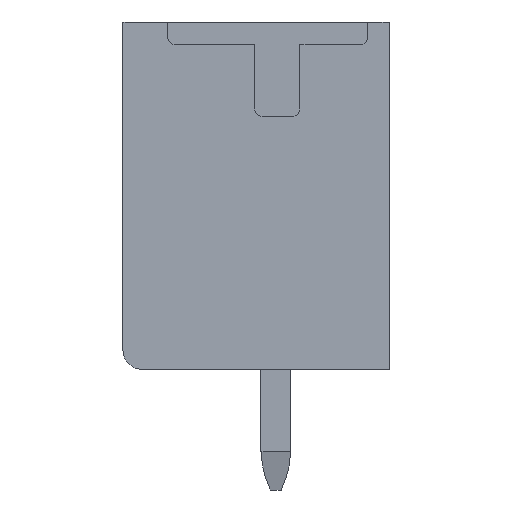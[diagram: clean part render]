
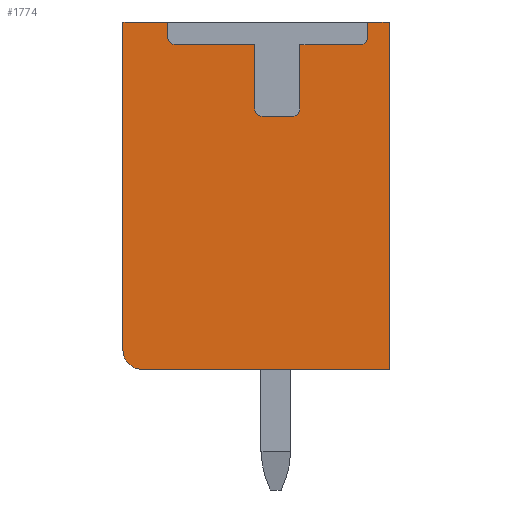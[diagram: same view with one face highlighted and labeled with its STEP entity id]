
A CAD part, left-side view. The second image highlights one B-rep face of the part: STEP entity #1774.
In plain terms, the highlighted planar face has unit normal (-1, 0, 0).
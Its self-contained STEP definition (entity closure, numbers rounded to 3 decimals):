
#1659=AXIS2_PLACEMENT_3D('Plane Axis2P3D',#1656,#1657,#1658) ;
#1670=AXIS2_PLACEMENT_3D('Circle Axis2P3D',#1668,#1669,$) ;
#1689=AXIS2_PLACEMENT_3D('Circle Axis2P3D',#1687,#1688,$) ;
#1710=AXIS2_PLACEMENT_3D('Circle Axis2P3D',#1708,#1709,$) ;
#1724=AXIS2_PLACEMENT_3D('Circle Axis2P3D',#1722,#1723,$) ;
#1745=AXIS2_PLACEMENT_3D('Circle Axis2P3D',#1743,#1744,$) ;
#824=CARTESIAN_POINT('Vertex',(0.3,0.56,12.4)) ;
#829=CARTESIAN_POINT('Line Origine',(0.3,0.28,12.4)) ;
#833=CARTESIAN_POINT('Vertex',(0.3,0.,12.4)) ;
#882=CARTESIAN_POINT('Vertex',(0.3,7.05,12.4)) ;
#885=CARTESIAN_POINT('Line Origine',(0.3,6.455,12.4)) ;
#889=CARTESIAN_POINT('Vertex',(0.3,5.86,12.4)) ;
#1633=CARTESIAN_POINT('Vertex',(0.3,0.56,12.)) ;
#1638=CARTESIAN_POINT('Line Origine',(0.3,0.56,12.2)) ;
#1656=CARTESIAN_POINT('Axis2P3D Location',(0.3,0.,0.)) ;
#1661=CARTESIAN_POINT('Line Origine',(0.3,7.05,8.05)) ;
#1665=CARTESIAN_POINT('Vertex',(0.3,7.05,3.7)) ;
#1668=CARTESIAN_POINT('Axis2P3D Location',(0.3,6.55,3.7)) ;
#1672=CARTESIAN_POINT('Vertex',(0.3,6.55,3.2)) ;
#1675=CARTESIAN_POINT('Line Origine',(0.3,3.275,3.2)) ;
#1679=CARTESIAN_POINT('Vertex',(0.3,0.,3.2)) ;
#1682=CARTESIAN_POINT('Line Origine',(0.3,0.,7.8)) ;
#1687=CARTESIAN_POINT('Axis2P3D Location',(0.3,0.76,12.)) ;
#1691=CARTESIAN_POINT('Vertex',(0.3,0.76,11.8)) ;
#1694=CARTESIAN_POINT('Line Origine',(0.3,1.56,11.8)) ;
#1698=CARTESIAN_POINT('Vertex',(0.3,2.36,11.8)) ;
#1701=CARTESIAN_POINT('Line Origine',(0.3,2.36,10.95)) ;
#1705=CARTESIAN_POINT('Vertex',(0.3,2.36,10.1)) ;
#1708=CARTESIAN_POINT('Axis2P3D Location',(0.3,2.56,10.1)) ;
#1712=CARTESIAN_POINT('Vertex',(0.3,2.56,9.9)) ;
#1715=CARTESIAN_POINT('Line Origine',(0.3,2.96,9.9)) ;
#1719=CARTESIAN_POINT('Vertex',(0.3,3.36,9.9)) ;
#1722=CARTESIAN_POINT('Axis2P3D Location',(0.3,3.36,10.1)) ;
#1726=CARTESIAN_POINT('Vertex',(0.3,3.56,10.1)) ;
#1729=CARTESIAN_POINT('Line Origine',(0.3,3.56,10.95)) ;
#1733=CARTESIAN_POINT('Vertex',(0.3,3.56,11.8)) ;
#1736=CARTESIAN_POINT('Line Origine',(0.3,4.61,11.8)) ;
#1740=CARTESIAN_POINT('Vertex',(0.3,5.66,11.8)) ;
#1743=CARTESIAN_POINT('Axis2P3D Location',(0.3,5.66,12.)) ;
#1747=CARTESIAN_POINT('Vertex',(0.3,5.86,12.)) ;
#1750=CARTESIAN_POINT('Line Origine',(0.3,5.86,12.2)) ;
#830=DIRECTION('Vector Direction',(0.,-1.,0.)) ;
#886=DIRECTION('Vector Direction',(0.,-1.,0.)) ;
#1639=DIRECTION('Vector Direction',(0.,0.,-1.)) ;
#1657=DIRECTION('Axis2P3D Direction',(-1.,0.,0.)) ;
#1658=DIRECTION('Axis2P3D XDirection',(0.,-1.,0.)) ;
#1662=DIRECTION('Vector Direction',(0.,0.,1.)) ;
#1669=DIRECTION('Axis2P3D Direction',(-1.,0.,0.)) ;
#1676=DIRECTION('Vector Direction',(0.,1.,0.)) ;
#1683=DIRECTION('Vector Direction',(0.,0.,-1.)) ;
#1688=DIRECTION('Axis2P3D Direction',(-1.,0.,0.)) ;
#1695=DIRECTION('Vector Direction',(0.,1.,0.)) ;
#1702=DIRECTION('Vector Direction',(0.,0.,-1.)) ;
#1709=DIRECTION('Axis2P3D Direction',(-1.,0.,0.)) ;
#1716=DIRECTION('Vector Direction',(0.,1.,0.)) ;
#1723=DIRECTION('Axis2P3D Direction',(-1.,0.,0.)) ;
#1730=DIRECTION('Vector Direction',(0.,0.,1.)) ;
#1737=DIRECTION('Vector Direction',(0.,1.,0.)) ;
#1744=DIRECTION('Axis2P3D Direction',(-1.,0.,0.)) ;
#1751=DIRECTION('Vector Direction',(0.,0.,1.)) ;
#831=VECTOR('Line Direction',#830,1.) ;
#887=VECTOR('Line Direction',#886,1.) ;
#1640=VECTOR('Line Direction',#1639,1.) ;
#1663=VECTOR('Line Direction',#1662,1.) ;
#1677=VECTOR('Line Direction',#1676,1.) ;
#1684=VECTOR('Line Direction',#1683,1.) ;
#1696=VECTOR('Line Direction',#1695,1.) ;
#1703=VECTOR('Line Direction',#1702,1.) ;
#1717=VECTOR('Line Direction',#1716,1.) ;
#1731=VECTOR('Line Direction',#1730,1.) ;
#1738=VECTOR('Line Direction',#1737,1.) ;
#1752=VECTOR('Line Direction',#1751,1.) ;
#1756=ORIENTED_EDGE('',*,*,#891,.T.) ;
#1757=ORIENTED_EDGE('',*,*,#1667,.T.) ;
#1758=ORIENTED_EDGE('',*,*,#1674,.T.) ;
#1759=ORIENTED_EDGE('',*,*,#1681,.T.) ;
#1760=ORIENTED_EDGE('',*,*,#1686,.T.) ;
#1761=ORIENTED_EDGE('',*,*,#835,.T.) ;
#1762=ORIENTED_EDGE('',*,*,#1642,.F.) ;
#1763=ORIENTED_EDGE('',*,*,#1693,.F.) ;
#1764=ORIENTED_EDGE('',*,*,#1700,.F.) ;
#1765=ORIENTED_EDGE('',*,*,#1707,.F.) ;
#1766=ORIENTED_EDGE('',*,*,#1714,.F.) ;
#1767=ORIENTED_EDGE('',*,*,#1721,.F.) ;
#1768=ORIENTED_EDGE('',*,*,#1728,.F.) ;
#1769=ORIENTED_EDGE('',*,*,#1735,.F.) ;
#1770=ORIENTED_EDGE('',*,*,#1742,.F.) ;
#1771=ORIENTED_EDGE('',*,*,#1749,.F.) ;
#1772=ORIENTED_EDGE('',*,*,#1754,.F.) ;
#1774=ADVANCED_FACE('HOUSING',(#1773),#1660,.T.) ;
#1671=CIRCLE('generated circle',#1670,0.5) ;
#1690=CIRCLE('generated circle',#1689,0.2) ;
#1711=CIRCLE('generated circle',#1710,0.2) ;
#1725=CIRCLE('generated circle',#1724,0.2) ;
#1746=CIRCLE('generated circle',#1745,0.2) ;
#835=EDGE_CURVE('',#834,#825,#832,.F.) ;
#891=EDGE_CURVE('',#890,#883,#888,.F.) ;
#1642=EDGE_CURVE('',#1634,#825,#1641,.F.) ;
#1667=EDGE_CURVE('',#883,#1666,#1664,.F.) ;
#1674=EDGE_CURVE('',#1666,#1673,#1671,.T.) ;
#1681=EDGE_CURVE('',#1673,#1680,#1678,.F.) ;
#1686=EDGE_CURVE('',#1680,#834,#1685,.F.) ;
#1693=EDGE_CURVE('',#1692,#1634,#1690,.T.) ;
#1700=EDGE_CURVE('',#1699,#1692,#1697,.F.) ;
#1707=EDGE_CURVE('',#1706,#1699,#1704,.F.) ;
#1714=EDGE_CURVE('',#1713,#1706,#1711,.T.) ;
#1721=EDGE_CURVE('',#1720,#1713,#1718,.F.) ;
#1728=EDGE_CURVE('',#1727,#1720,#1725,.T.) ;
#1735=EDGE_CURVE('',#1734,#1727,#1732,.F.) ;
#1742=EDGE_CURVE('',#1741,#1734,#1739,.F.) ;
#1749=EDGE_CURVE('',#1748,#1741,#1746,.T.) ;
#1754=EDGE_CURVE('',#890,#1748,#1753,.F.) ;
#1755=EDGE_LOOP('',(#1756,#1757,#1758,#1759,#1760,#1761,#1762,#1763,#1764,#1765,#1766,#1767,#1768,#1769,#1770,#1771,#1772)) ;
#1773=FACE_OUTER_BOUND('',#1755,.T.) ;
#832=LINE('Line',#829,#831) ;
#888=LINE('Line',#885,#887) ;
#1641=LINE('Line',#1638,#1640) ;
#1664=LINE('Line',#1661,#1663) ;
#1678=LINE('Line',#1675,#1677) ;
#1685=LINE('Line',#1682,#1684) ;
#1697=LINE('Line',#1694,#1696) ;
#1704=LINE('Line',#1701,#1703) ;
#1718=LINE('Line',#1715,#1717) ;
#1732=LINE('Line',#1729,#1731) ;
#1739=LINE('Line',#1736,#1738) ;
#1753=LINE('Line',#1750,#1752) ;
#1660=PLANE('',#1659) ;
#825=VERTEX_POINT('',#824) ;
#834=VERTEX_POINT('',#833) ;
#883=VERTEX_POINT('',#882) ;
#890=VERTEX_POINT('',#889) ;
#1634=VERTEX_POINT('',#1633) ;
#1666=VERTEX_POINT('',#1665) ;
#1673=VERTEX_POINT('',#1672) ;
#1680=VERTEX_POINT('',#1679) ;
#1692=VERTEX_POINT('',#1691) ;
#1699=VERTEX_POINT('',#1698) ;
#1706=VERTEX_POINT('',#1705) ;
#1713=VERTEX_POINT('',#1712) ;
#1720=VERTEX_POINT('',#1719) ;
#1727=VERTEX_POINT('',#1726) ;
#1734=VERTEX_POINT('',#1733) ;
#1741=VERTEX_POINT('',#1740) ;
#1748=VERTEX_POINT('',#1747) ;
